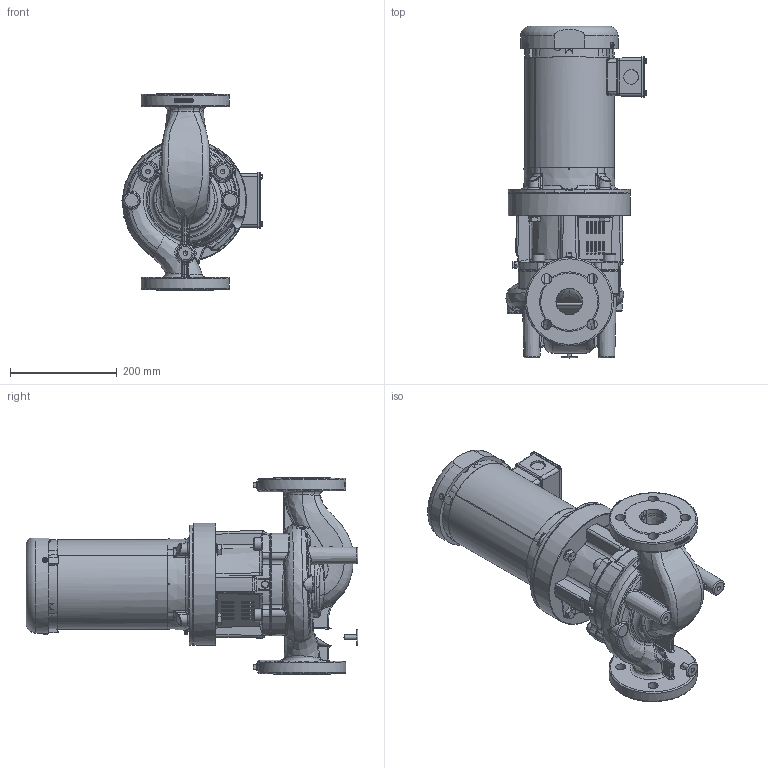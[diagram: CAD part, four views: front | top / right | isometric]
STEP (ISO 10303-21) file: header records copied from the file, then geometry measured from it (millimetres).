
FILE_DESCRIPTION(/* description */ (''),/* implementation_level */ '2;1');
FILE_NAME(/* name */ '2714639 - PUMP IL2 55_190-2-S1E 460V_3_60 TEFC_Shrinkwrap_1.stp',/* time_stamp */ '2022-03-22T15:16:03-05:00',/* author */ ('faliszekte'),/* organization */ (''),/* preprocessor_version */ 'ST-DEVELOPER v18.1',/* originating_system */ 'Autodesk Inventor 2021',/* authorisation */ '');
FILE_SCHEMA (('AUTOMOTIVE_DESIGN { 1 0 10303 214 3 1 1 }'));
Length unit declared in the file: inch
Products named in the file (1): 2714639 - PUMP IL2 55_190-2-S1E 460V_3_60 TEFC_Shrinkwrap_1
Bounding box: 262.47 x 621.4 x 368.3 mm (x, y, z)
Surface area: 968129.4 mm2 (no closed solid volume)
Topology: 0 solids, 35 shells, 2898 faces, 8233 edges, 5304 vertices
Faces by surface type: plane 1020, bspline 802, cylinder 730, cone 208, torus 76, sphere 62
Full cylindrical faces by diameter (mm): 2.642 x2, 3.768 x1, 4.826 x2, 5 x1, 8.141 x10, 8.38 x3, 8.6 x2, 9 x1, 10.516 x7, 11.1 x2, 12.7 x64, 13.8 x2, 19.05 x8, 23.812 x4, 27 x1, 27.686 x1, 28.569 x1, 33.05 x1, 116 x1, 165.1 x2, 215.862 x1, 229 x1
Entity records: 187000 total; most frequent: CARTESIAN_POINT 115112, ORIENTED_EDGE 15164, DIRECTION 12784, EDGE_CURVE 8173, VERTEX_POINT 5303, AXIS2_PLACEMENT_3D 4731, LINE 3322, VECTOR 3322
